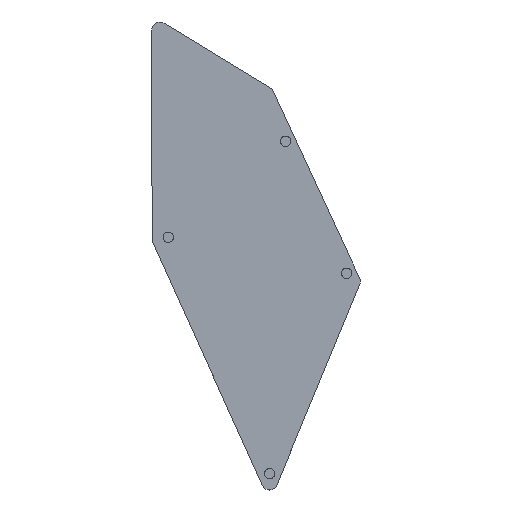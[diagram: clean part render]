
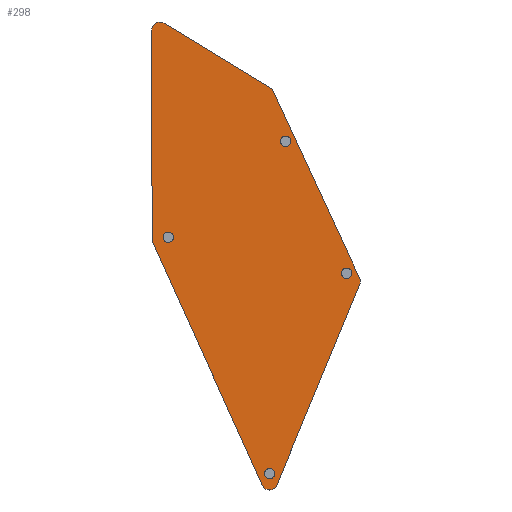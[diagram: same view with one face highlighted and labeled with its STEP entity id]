
A CAD part, top view. The second image highlights one B-rep face of the part: STEP entity #298.
In plain terms, the highlighted planar face has unit normal (0, 0, 1).
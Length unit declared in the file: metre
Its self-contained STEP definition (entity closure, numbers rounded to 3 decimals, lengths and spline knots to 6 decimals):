
#26=CIRCLE('',#328,0.0048);
#27=CIRCLE('',#331,0.0048);
#28=CIRCLE('',#334,0.0048);
#29=CIRCLE('',#338,0.0048);
#30=CIRCLE('',#341,0.00315);
#31=CIRCLE('',#342,0.00315);
#32=CIRCLE('',#343,0.00315);
#33=CIRCLE('',#344,0.00315);
#34=CIRCLE('',#345,0.005);
#85=ORIENTED_EDGE('',*,*,#144,.F.);
#86=ORIENTED_EDGE('',*,*,#145,.F.);
#87=ORIENTED_EDGE('',*,*,#146,.F.);
#88=ORIENTED_EDGE('',*,*,#147,.F.);
#89=ORIENTED_EDGE('',*,*,#137,.F.);
#90=ORIENTED_EDGE('',*,*,#148,.T.);
#91=ORIENTED_EDGE('',*,*,#138,.F.);
#92=ORIENTED_EDGE('',*,*,#142,.F.);
#93=ORIENTED_EDGE('',*,*,#143,.T.);
#94=ORIENTED_EDGE('',*,*,#126,.F.);
#95=ORIENTED_EDGE('',*,*,#129,.T.);
#96=ORIENTED_EDGE('',*,*,#131,.F.);
#97=ORIENTED_EDGE('',*,*,#133,.T.);
#98=ORIENTED_EDGE('',*,*,#135,.F.);
#126=EDGE_CURVE('',#163,#164,#26,.T.);
#129=EDGE_CURVE('',#163,#165,#189,.F.);
#131=EDGE_CURVE('',#166,#165,#27,.T.);
#133=EDGE_CURVE('',#166,#167,#192,.F.);
#135=EDGE_CURVE('',#168,#167,#28,.T.);
#137=EDGE_CURVE('',#169,#168,#195,.F.);
#138=EDGE_CURVE('',#170,#171,#196,.F.);
#142=EDGE_CURVE('',#172,#170,#29,.T.);
#143=EDGE_CURVE('',#172,#164,#200,.F.);
#144=EDGE_CURVE('',#173,#173,#30,.T.);
#145=EDGE_CURVE('',#174,#174,#31,.T.);
#146=EDGE_CURVE('',#175,#175,#32,.T.);
#147=EDGE_CURVE('',#176,#176,#33,.T.);
#148=EDGE_CURVE('',#169,#171,#34,.T.);
#163=VERTEX_POINT('',#481);
#164=VERTEX_POINT('',#483);
#165=VERTEX_POINT('',#487);
#166=VERTEX_POINT('',#491);
#167=VERTEX_POINT('',#495);
#168=VERTEX_POINT('',#499);
#169=VERTEX_POINT('',#503);
#170=VERTEX_POINT('',#507);
#171=VERTEX_POINT('',#508);
#172=VERTEX_POINT('',#513);
#173=VERTEX_POINT('',#519);
#174=VERTEX_POINT('',#521);
#175=VERTEX_POINT('',#523);
#176=VERTEX_POINT('',#525);
#189=LINE('',#488,#209);
#192=LINE('',#496,#212);
#195=LINE('',#504,#215);
#196=LINE('',#506,#216);
#200=LINE('',#516,#220);
#209=VECTOR('',#387,1.);
#212=VECTOR('',#396,1.);
#215=VECTOR('',#405,1.);
#216=VECTOR('',#408,1.);
#220=VECTOR('',#418,1.);
#231=EDGE_LOOP('',(#85));
#232=EDGE_LOOP('',(#86));
#233=EDGE_LOOP('',(#87));
#234=EDGE_LOOP('',(#88));
#235=EDGE_LOOP('',(#89,#90,#91,#92,#93,#94,#95,#96,#97,#98));
#259=FACE_BOUND('',#231,.T.);
#260=FACE_BOUND('',#232,.T.);
#261=FACE_BOUND('',#233,.T.);
#262=FACE_BOUND('',#234,.T.);
#263=FACE_BOUND('',#235,.T.);
#283=PLANE('',#340);
#298=ADVANCED_FACE('',(#259,#260,#261,#262,#263),#283,.T.);
#328=AXIS2_PLACEMENT_3D('',#482,#381,#382);
#331=AXIS2_PLACEMENT_3D('',#492,#391,#392);
#334=AXIS2_PLACEMENT_3D('',#500,#400,#401);
#338=AXIS2_PLACEMENT_3D('',#514,#414,#415);
#340=AXIS2_PLACEMENT_3D('',#517,#419,#420);
#341=AXIS2_PLACEMENT_3D('',#518,#421,#422);
#342=AXIS2_PLACEMENT_3D('',#520,#423,#424);
#343=AXIS2_PLACEMENT_3D('',#522,#425,#426);
#344=AXIS2_PLACEMENT_3D('',#524,#427,#428);
#345=AXIS2_PLACEMENT_3D('',#526,#429,#430);
#381=DIRECTION('',(0.,0.,-1.));
#382=DIRECTION('',(-1.,0.,0.));
#387=DIRECTION('',(-0.381,-0.924,0.));
#391=DIRECTION('',(0.,0.,-1.));
#392=DIRECTION('',(-1.,0.,0.));
#396=DIRECTION('',(0.419,-0.908,0.));
#400=DIRECTION('',(0.,0.,-1.));
#401=DIRECTION('',(-1.,0.,0.));
#405=DIRECTION('',(-0.853,0.521,0.));
#408=DIRECTION('',(0.002,-1.,0.));
#414=DIRECTION('',(0.,0.,-1.));
#415=DIRECTION('',(-1.,0.,0.));
#418=DIRECTION('',(-0.411,0.911,0.));
#419=DIRECTION('',(0.,0.,1.));
#420=DIRECTION('',(1.,0.,0.));
#421=DIRECTION('',(0.,0.,1.));
#422=DIRECTION('',(1.,0.,0.));
#423=DIRECTION('',(0.,0.,1.));
#424=DIRECTION('',(1.,0.,0.));
#425=DIRECTION('',(0.,0.,1.));
#426=DIRECTION('',(1.,0.,0.));
#427=DIRECTION('',(0.,0.,1.));
#428=DIRECTION('',(1.,0.,0.));
#429=DIRECTION('',(0.,0.,1.));
#430=DIRECTION('',(1.,0.,0.));
#481=CARTESIAN_POINT('',(1.346999,0.096444,0.005));
#482=CARTESIAN_POINT('',(1.342562,0.098275,0.005));
#483=CARTESIAN_POINT('',(1.338187,0.0963,0.005));
#487=CARTESIAN_POINT('',(1.397666,0.219213,0.005));
#488=CARTESIAN_POINT('',(1.366959,0.144808,0.005));
#491=CARTESIAN_POINT('',(1.397586,0.223058,0.005));
#492=CARTESIAN_POINT('',(1.393229,0.221044,0.005));
#495=CARTESIAN_POINT('',(1.344874,0.337136,0.005));
#496=CARTESIAN_POINT('',(1.357549,0.309705,0.005));
#499=CARTESIAN_POINT('',(1.343019,0.339219,0.005));
#500=CARTESIAN_POINT('',(1.340516,0.335123,0.005));
#503=CARTESIAN_POINT('',(1.278122,0.37888,0.005));
#504=CARTESIAN_POINT('',(1.206703,0.422527,0.005));
#506=CARTESIAN_POINT('',(1.270472,0.399113,0.005));
#507=CARTESIAN_POINT('',(1.270738,0.246733,0.005));
#508=CARTESIAN_POINT('',(1.270515,0.374605,0.005));
#513=CARTESIAN_POINT('',(1.271163,0.244766,0.005));
#514=CARTESIAN_POINT('',(1.275538,0.246741,0.005));
#516=CARTESIAN_POINT('',(1.311158,0.156172,0.005));
#517=CARTESIAN_POINT('',(1.2,0.41156,0.005));
#518=CARTESIAN_POINT('',(1.352333,0.306689,0.005));
#519=CARTESIAN_POINT('',(1.355483,0.306689,0.005));
#520=CARTESIAN_POINT('',(1.389634,0.225964,0.005));
#521=CARTESIAN_POINT('',(1.392784,0.225964,0.005));
#522=CARTESIAN_POINT('',(1.342592,0.103475,0.005));
#523=CARTESIAN_POINT('',(1.345742,0.103475,0.005));
#524=CARTESIAN_POINT('',(1.280585,0.248,0.005));
#525=CARTESIAN_POINT('',(1.283735,0.248,0.005));
#526=CARTESIAN_POINT('',(1.275515,0.374614,0.005));
